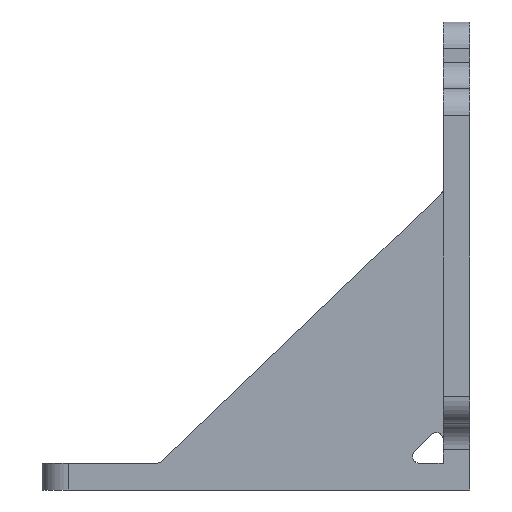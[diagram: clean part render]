
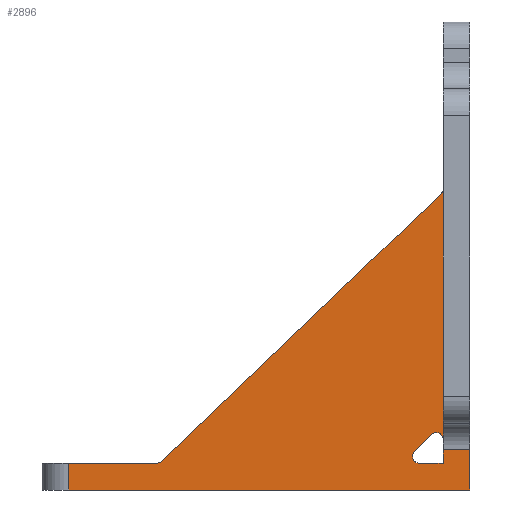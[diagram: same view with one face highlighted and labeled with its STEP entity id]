
A CAD part, left-side view. The second image highlights one B-rep face of the part: STEP entity #2896.
In plain terms, the highlighted planar face has unit normal (-1, 0, 0).
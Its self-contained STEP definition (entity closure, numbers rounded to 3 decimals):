
#6 = DIRECTION ( 'NONE',  ( 0., -1., 0. ) ) ;
#48 = EDGE_CURVE ( 'NONE', #815, #595, #2702, .T. ) ;
#74 = ORIENTED_EDGE ( 'NONE', *, *, #2181, .F. ) ;
#100 = LINE ( 'NONE', #1072, #794 ) ;
#140 = DIRECTION ( 'NONE',  ( 0., 1., 0. ) ) ;
#161 = VECTOR ( 'NONE', #1156, 1000. ) ;
#165 = ORIENTED_EDGE ( 'NONE', *, *, #1282, .T. ) ;
#242 = CARTESIAN_POINT ( 'NONE',  ( -16., -12., 2. ) ) ;
#259 = CARTESIAN_POINT ( 'NONE',  ( -16., -15., 3. ) ) ;
#297 = VECTOR ( 'NONE', #2047, 1000. ) ;
#309 = LINE ( 'NONE', #2734, #2430 ) ;
#326 = DIRECTION ( 'NONE',  ( 0., 0., -1. ) ) ;
#355 = ORIENTED_EDGE ( 'NONE', *, *, #453, .T. ) ;
#379 = DIRECTION ( 'NONE',  ( 1., 0., 0. ) ) ;
#419 = CARTESIAN_POINT ( 'NONE',  ( -16., -14.146, 4.146 ) ) ;
#433 = VERTEX_POINT ( 'NONE', #1587 ) ;
#434 = DIRECTION ( 'NONE',  ( 0., -1., 0. ) ) ;
#453 = EDGE_CURVE ( 'NONE', #835, #2379, #664, .T. ) ;
#468 = EDGE_CURVE ( 'NONE', #1393, #1558, #2315, .T. ) ;
#495 = ORIENTED_EDGE ( 'NONE', *, *, #48, .T. ) ;
#501 = VERTEX_POINT ( 'NONE', #932 ) ;
#586 = CARTESIAN_POINT ( 'NONE',  ( -16., -14.5, 3.793 ) ) ;
#595 = VERTEX_POINT ( 'NONE', #259 ) ;
#654 = LINE ( 'NONE', #2327, #1201 ) ;
#664 = CIRCLE ( 'NONE', #2674, 0.5 ) ;
#669 = AXIS2_PLACEMENT_3D ( 'NONE', #2444, #1945, #1885 ) ;
#700 = CARTESIAN_POINT ( 'NONE',  ( -16., -14.846, 22.153 ) ) ;
#747 = EDGE_CURVE ( 'NONE', #433, #595, #309, .T. ) ;
#773 = EDGE_CURVE ( 'NONE', #501, #2379, #1076, .T. ) ;
#794 = VECTOR ( 'NONE', #1557, 1000. ) ;
#797 = DIRECTION ( 'NONE',  ( 1., 0., 0. ) ) ;
#815 = VERTEX_POINT ( 'NONE', #1161 ) ;
#835 = VERTEX_POINT ( 'NONE', #419 ) ;
#871 = LINE ( 'NONE', #2556, #161 ) ;
#878 = VECTOR ( 'NONE', #6, 1000. ) ;
#907 = VECTOR ( 'NONE', #434, 1000. ) ;
#932 = CARTESIAN_POINT ( 'NONE',  ( -16., -15., 22.515 ) ) ;
#965 = CARTESIAN_POINT ( 'NONE',  ( -16., 0., 0. ) ) ;
#1026 = ORIENTED_EDGE ( 'NONE', *, *, #2216, .T. ) ;
#1036 = PLANE ( 'NONE',  #2083 ) ;
#1072 = CARTESIAN_POINT ( 'NONE',  ( -16., -12., 2. ) ) ;
#1076 = LINE ( 'NONE', #1561, #297 ) ;
#1082 = VERTEX_POINT ( 'NONE', #1709 ) ;
#1104 = ORIENTED_EDGE ( 'NONE', *, *, #2368, .F. ) ;
#1156 = DIRECTION ( 'NONE',  ( 0., -0.723, 0.691 ) ) ;
#1161 = CARTESIAN_POINT ( 'NONE',  ( -16., -17., 3. ) ) ;
#1201 = VECTOR ( 'NONE', #2550, 1000. ) ;
#1215 = DIRECTION ( 'NONE',  ( 0., -1., 0. ) ) ;
#1255 = CARTESIAN_POINT ( 'NONE',  ( -16., 0., 3. ) ) ;
#1282 = EDGE_CURVE ( 'NONE', #3087, #1558, #1609, .T. ) ;
#1393 = VERTEX_POINT ( 'NONE', #2886 ) ;
#1425 = CARTESIAN_POINT ( 'NONE',  ( -16., -13.207, 2. ) ) ;
#1437 = CARTESIAN_POINT ( 'NONE',  ( -16., -12.854, 2.854 ) ) ;
#1451 = EDGE_CURVE ( 'NONE', #1465, #1860, #2174, .T. ) ;
#1465 = VERTEX_POINT ( 'NONE', #1425 ) ;
#1470 = ORIENTED_EDGE ( 'NONE', *, *, #2652, .F. ) ;
#1489 = CARTESIAN_POINT ( 'NONE',  ( -16., 6.416, 2. ) ) ;
#1491 = ORIENTED_EDGE ( 'NONE', *, *, #2508, .F. ) ;
#1554 = ORIENTED_EDGE ( 'NONE', *, *, #747, .F. ) ;
#1557 = DIRECTION ( 'NONE',  ( 0., 0.707, -0.707 ) ) ;
#1558 = VERTEX_POINT ( 'NONE', #1489 ) ;
#1561 = CARTESIAN_POINT ( 'NONE',  ( -16., -15., 0. ) ) ;
#1583 = ORIENTED_EDGE ( 'NONE', *, *, #1451, .T. ) ;
#1587 = CARTESIAN_POINT ( 'NONE',  ( -16., -15., 2. ) ) ;
#1609 = CIRCLE ( 'NONE', #2521, 0.5 ) ;
#1693 = ORIENTED_EDGE ( 'NONE', *, *, #1861, .T. ) ;
#1709 = CARTESIAN_POINT ( 'NONE',  ( -16., 13., 0. ) ) ;
#1768 = CARTESIAN_POINT ( 'NONE',  ( -16., 6.07, 2.139 ) ) ;
#1806 = DIRECTION ( 'NONE',  ( 1., 0., 0. ) ) ;
#1833 = CARTESIAN_POINT ( 'NONE',  ( -16., 6.416, 2.5 ) ) ;
#1841 = VERTEX_POINT ( 'NONE', #700 ) ;
#1860 = VERTEX_POINT ( 'NONE', #1437 ) ;
#1861 = EDGE_CURVE ( 'NONE', #1082, #2664, #1910, .T. ) ;
#1875 = CARTESIAN_POINT ( 'NONE',  ( -16., -17., 0. ) ) ;
#1885 = DIRECTION ( 'NONE',  ( 0., 1., 0. ) ) ;
#1910 = LINE ( 'NONE', #965, #878 ) ;
#1945 = DIRECTION ( 'NONE',  ( 1., 0., 0. ) ) ;
#2015 = AXIS2_PLACEMENT_3D ( 'NONE', #3053, #1806, #2756 ) ;
#2018 = DIRECTION ( 'NONE',  ( 0., 1., 0. ) ) ;
#2047 = DIRECTION ( 'NONE',  ( 0., 0., -1. ) ) ;
#2083 = AXIS2_PLACEMENT_3D ( 'NONE', #2252, #797, #2018 ) ;
#2097 = DIRECTION ( 'NONE',  ( 0., 1., 0. ) ) ;
#2174 = CIRCLE ( 'NONE', #669, 0.5 ) ;
#2178 = CARTESIAN_POINT ( 'NONE',  ( -16., -15., 3.793 ) ) ;
#2181 = EDGE_CURVE ( 'NONE', #815, #2664, #654, .T. ) ;
#2183 = VECTOR ( 'NONE', #1215, 1000. ) ;
#2194 = LINE ( 'NONE', #2247, #2835 ) ;
#2216 = EDGE_CURVE ( 'NONE', #501, #1841, #2724, .T. ) ;
#2240 = FACE_OUTER_BOUND ( 'NONE', #2780, .T. ) ;
#2247 = CARTESIAN_POINT ( 'NONE',  ( -16., 13., 0. ) ) ;
#2252 = CARTESIAN_POINT ( 'NONE',  ( -16., 0., 2. ) ) ;
#2315 = LINE ( 'NONE', #3009, #907 ) ;
#2318 = DIRECTION ( 'NONE',  ( 0., 1., 0. ) ) ;
#2327 = CARTESIAN_POINT ( 'NONE',  ( -16., -17., 35. ) ) ;
#2368 = EDGE_CURVE ( 'NONE', #1465, #433, #2604, .T. ) ;
#2369 = DIRECTION ( 'NONE',  ( 1., 0., 0. ) ) ;
#2379 = VERTEX_POINT ( 'NONE', #2178 ) ;
#2430 = VECTOR ( 'NONE', #2978, 1000. ) ;
#2431 = ORIENTED_EDGE ( 'NONE', *, *, #468, .F. ) ;
#2444 = CARTESIAN_POINT ( 'NONE',  ( -16., -13.207, 2.5 ) ) ;
#2467 = ORIENTED_EDGE ( 'NONE', *, *, #773, .F. ) ;
#2474 = VECTOR ( 'NONE', #2318, 1000. ) ;
#2508 = EDGE_CURVE ( 'NONE', #835, #1860, #100, .T. ) ;
#2521 = AXIS2_PLACEMENT_3D ( 'NONE', #1833, #379, #2097 ) ;
#2550 = DIRECTION ( 'NONE',  ( 0., 0., -1. ) ) ;
#2556 = CARTESIAN_POINT ( 'NONE',  ( -16., 6.215, 2. ) ) ;
#2604 = LINE ( 'NONE', #242, #2183 ) ;
#2652 = EDGE_CURVE ( 'NONE', #3087, #1841, #871, .T. ) ;
#2664 = VERTEX_POINT ( 'NONE', #1875 ) ;
#2674 = AXIS2_PLACEMENT_3D ( 'NONE', #586, #2369, #140 ) ;
#2681 = ORIENTED_EDGE ( 'NONE', *, *, #3072, .T. ) ;
#2702 = LINE ( 'NONE', #1255, #2474 ) ;
#2724 = CIRCLE ( 'NONE', #2015, 0.5 ) ;
#2734 = CARTESIAN_POINT ( 'NONE',  ( -16., -15., 2. ) ) ;
#2756 = DIRECTION ( 'NONE',  ( 0., 1., 0. ) ) ;
#2780 = EDGE_LOOP ( 'NONE', ( #495, #1554, #1104, #1583, #1491, #355, #2467, #1026, #1470, #165, #2431, #2681, #1693, #74 ) ) ;
#2835 = VECTOR ( 'NONE', #326, 1000. ) ;
#2886 = CARTESIAN_POINT ( 'NONE',  ( -16., 13., 2. ) ) ;
#2896 = ADVANCED_FACE ( 'NONE', ( #2240 ), #1036, .F. ) ;
#2978 = DIRECTION ( 'NONE',  ( 0., 0., 1. ) ) ;
#3009 = CARTESIAN_POINT ( 'NONE',  ( -16., 0., 2. ) ) ;
#3053 = CARTESIAN_POINT ( 'NONE',  ( -16., -14.5, 22.515 ) ) ;
#3072 = EDGE_CURVE ( 'NONE', #1393, #1082, #2194, .T. ) ;
#3087 = VERTEX_POINT ( 'NONE', #1768 ) ;
